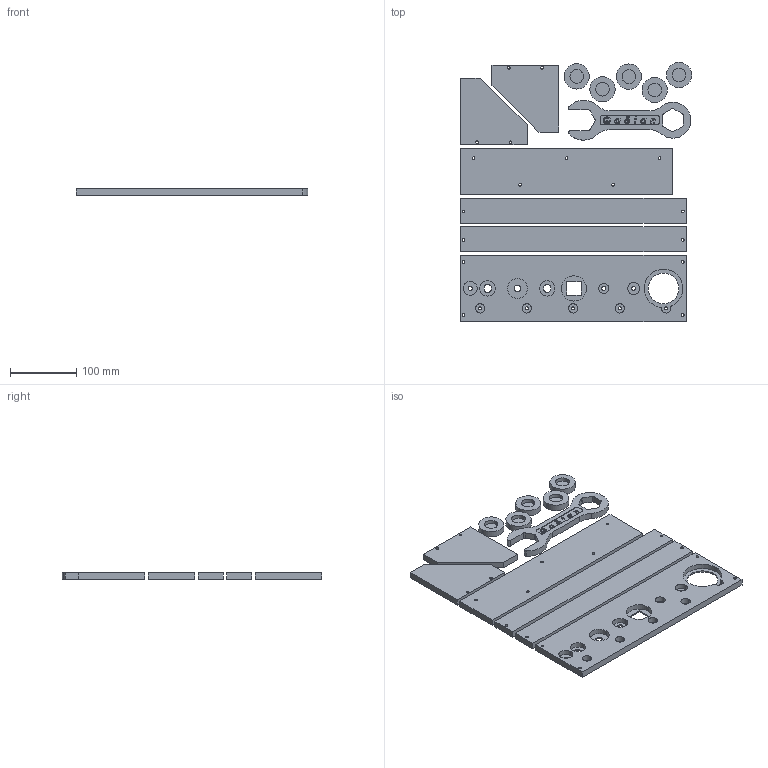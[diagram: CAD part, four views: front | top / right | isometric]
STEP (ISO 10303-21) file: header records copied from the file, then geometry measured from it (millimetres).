
FILE_DESCRIPTION (( 'STEP AP203' ), '1' );
FILE_NAME ('wb_console_milling_assy.STEP', '2019-06-06T12:39:31', ( '' ), ( '' ), 'SwSTEP 2.0', 'SolidWorks 2018', '' );
FILE_SCHEMA (( 'CONFIG_CONTROL_DESIGN' ));
Length unit declared in the file: millimetre
Products named in the file (7): wb_nail_pt1; 30_wrench; wb_console_pt2; wb_console_pt4; wb_console_pt1; wb_console_pt3; wb_console_milling_assy
Assembly tree (12 placements, depth 2):
  wb_console_milling_assy
    wb_console_pt2  x2
    wb_console_pt1
    wb_console_pt3  x2
    wb_console_pt4
    30_wrench
    wb_nail_pt1  x5
Bounding box: 348.35 x 390.32 x 10 mm (x, y, z)
Volume: 1011780.8 mm3; surface area: 275258.9 mm2
Topology: 12 solids, 12 shells, 318 faces, 795 edges, 530 vertices
Faces by surface type: plane 140, cylinder 129, bspline 49
Entity records: 11715 total; most frequent: CARTESIAN_POINT 4221, ORIENTED_EDGE 1392, DIRECTION 1278, EDGE_CURVE 696, VERTEX_POINT 464, AXIS2_PLACEMENT_3D 445, VECTOR 388, LINE 388
